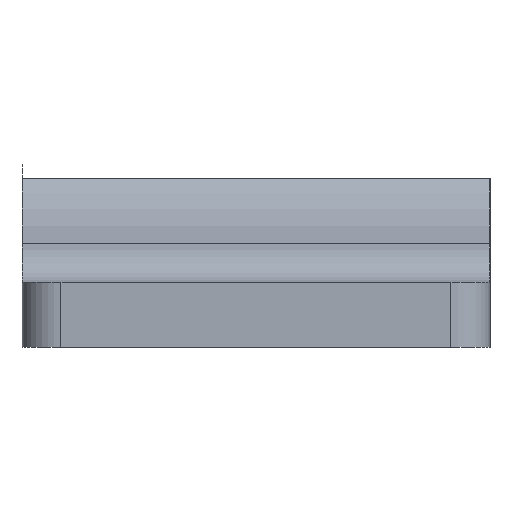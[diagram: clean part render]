
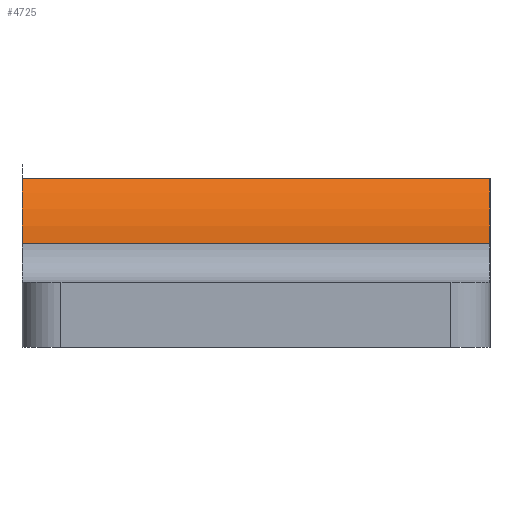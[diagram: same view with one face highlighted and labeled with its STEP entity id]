
A CAD part, left-side view. The second image highlights one B-rep face of the part: STEP entity #4725.
In plain terms, the highlighted cylindrical face has radius 8 mm (diameter 16 mm), a partial arc.
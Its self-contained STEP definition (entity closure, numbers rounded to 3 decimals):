
#159 = PLANE('',#160);
#160 = AXIS2_PLACEMENT_3D('',#161,#162,#163);
#161 = CARTESIAN_POINT('',(0.,-18.,5.765));
#162 = DIRECTION('',(-0.,-1.,0.));
#163 = DIRECTION('',(-1.,0.,0.));
#187 = CYLINDRICAL_SURFACE('',#188,3.);
#188 = AXIS2_PLACEMENT_3D('',#189,#190,#191);
#189 = CARTESIAN_POINT('',(-43.5,-18.,9.5));
#190 = DIRECTION('',(0.,1.,0.));
#191 = DIRECTION('',(1.,0.,0.));
#215 = PLANE('',#216);
#216 = AXIS2_PLACEMENT_3D('',#217,#218,#219);
#217 = CARTESIAN_POINT('',(0.,18.,5.765));
#218 = DIRECTION('',(0.,1.,0.));
#219 = DIRECTION('',(0.,0.,-1.));
#2017 = VERTEX_POINT('',#2018);
#2018 = CARTESIAN_POINT('',(-38.745,-18.,14.5));
#2032 = PLANE('',#2033);
#2033 = AXIS2_PLACEMENT_3D('',#2034,#2035,#2036);
#2034 = CARTESIAN_POINT('',(-24.5,-18.,14.5));
#2035 = DIRECTION('',(0.,0.,-1.));
#2036 = DIRECTION('',(-0.,-1.,0.));
#2044 = EDGE_CURVE('',#2017,#2045,#2047,.T.);
#2045 = VERTEX_POINT('',#2046);
#2046 = CARTESIAN_POINT('',(-40.5,-18.,9.5));
#2047 = SURFACE_CURVE('',#2048,(#2053,#2060),.PCURVE_S1.);
#2048 = CIRCLE('',#2049,8.);
#2049 = AXIS2_PLACEMENT_3D('',#2050,#2051,#2052);
#2050 = CARTESIAN_POINT('',(-32.5,-18.,9.5));
#2051 = DIRECTION('',(0.,-1.,0.));
#2052 = DIRECTION('',(-1.,-0.,0.));
#2053 = PCURVE('',#159,#2054);
#2054 = DEFINITIONAL_REPRESENTATION('',(#2055),#2059);
#2055 = CIRCLE('',#2056,8.);
#2056 = AXIS2_PLACEMENT_2D('',#2057,#2058);
#2057 = CARTESIAN_POINT('',(32.5,-3.735));
#2058 = DIRECTION('',(1.,0.));
#2059 = ( GEOMETRIC_REPRESENTATION_CONTEXT(2) 
PARAMETRIC_REPRESENTATION_CONTEXT() REPRESENTATION_CONTEXT('2D SPACE',''
  ) );
#2060 = PCURVE('',#2061,#2066);
#2061 = CYLINDRICAL_SURFACE('',#2062,8.);
#2062 = AXIS2_PLACEMENT_3D('',#2063,#2064,#2065);
#2063 = CARTESIAN_POINT('',(-32.5,-18.,9.5));
#2064 = DIRECTION('',(0.,1.,0.));
#2065 = DIRECTION('',(-1.,0.,0.));
#2066 = DEFINITIONAL_REPRESENTATION('',(#2067),#2071);
#2067 = LINE('',#2068,#2069);
#2068 = CARTESIAN_POINT('',(-0.,0.));
#2069 = VECTOR('',#2070,1.);
#2070 = DIRECTION('',(-1.,0.));
#2071 = ( GEOMETRIC_REPRESENTATION_CONTEXT(2) 
PARAMETRIC_REPRESENTATION_CONTEXT() REPRESENTATION_CONTEXT('2D SPACE',''
  ) );
#2171 = VERTEX_POINT('',#2172);
#2172 = CARTESIAN_POINT('',(-40.5,18.,9.5));
#2194 = EDGE_CURVE('',#2045,#2171,#2195,.T.);
#2195 = SURFACE_CURVE('',#2196,(#2200,#2207),.PCURVE_S1.);
#2196 = LINE('',#2197,#2198);
#2197 = CARTESIAN_POINT('',(-40.5,-18.,9.5));
#2198 = VECTOR('',#2199,1.);
#2199 = DIRECTION('',(0.,1.,0.));
#2200 = PCURVE('',#187,#2201);
#2201 = DEFINITIONAL_REPRESENTATION('',(#2202),#2206);
#2202 = LINE('',#2203,#2204);
#2203 = CARTESIAN_POINT('',(0.,0.));
#2204 = VECTOR('',#2205,1.);
#2205 = DIRECTION('',(0.,1.));
#2206 = ( GEOMETRIC_REPRESENTATION_CONTEXT(2) 
PARAMETRIC_REPRESENTATION_CONTEXT() REPRESENTATION_CONTEXT('2D SPACE',''
  ) );
#2207 = PCURVE('',#2061,#2208);
#2208 = DEFINITIONAL_REPRESENTATION('',(#2209),#2213);
#2209 = LINE('',#2210,#2211);
#2210 = CARTESIAN_POINT('',(-6.283,0.));
#2211 = VECTOR('',#2212,1.);
#2212 = DIRECTION('',(-0.,1.));
#2213 = ( GEOMETRIC_REPRESENTATION_CONTEXT(2) 
PARAMETRIC_REPRESENTATION_CONTEXT() REPRESENTATION_CONTEXT('2D SPACE',''
  ) );
#2268 = EDGE_CURVE('',#2269,#2171,#2271,.T.);
#2269 = VERTEX_POINT('',#2270);
#2270 = CARTESIAN_POINT('',(-38.745,18.,14.5));
#2271 = SURFACE_CURVE('',#2272,(#2277,#2288),.PCURVE_S1.);
#2272 = CIRCLE('',#2273,8.);
#2273 = AXIS2_PLACEMENT_3D('',#2274,#2275,#2276);
#2274 = CARTESIAN_POINT('',(-32.5,18.,9.5));
#2275 = DIRECTION('',(0.,-1.,0.));
#2276 = DIRECTION('',(-1.,-0.,0.));
#2277 = PCURVE('',#215,#2278);
#2278 = DEFINITIONAL_REPRESENTATION('',(#2279),#2287);
#2279 = ( BOUNDED_CURVE() B_SPLINE_CURVE(2,(#2280,#2281,#2282,#2283,
#2284,#2285,#2286),.UNSPECIFIED.,.T.,.F.) B_SPLINE_CURVE_WITH_KNOTS((1,2
    ,2,2,2,1),(-2.094,0.,2.094,4.189,
6.283,8.378),.UNSPECIFIED.) CURVE() 
GEOMETRIC_REPRESENTATION_ITEM() RATIONAL_B_SPLINE_CURVE((1.,0.5,1.,0.5,
1.,0.5,1.)) REPRESENTATION_ITEM('') );
#2280 = CARTESIAN_POINT('',(-3.735,40.5));
#2281 = CARTESIAN_POINT('',(10.122,40.5));
#2282 = CARTESIAN_POINT('',(3.193,28.5));
#2283 = CARTESIAN_POINT('',(-3.735,16.5));
#2284 = CARTESIAN_POINT('',(-10.663,28.5));
#2285 = CARTESIAN_POINT('',(-17.591,40.5));
#2286 = CARTESIAN_POINT('',(-3.735,40.5));
#2287 = ( GEOMETRIC_REPRESENTATION_CONTEXT(2) 
PARAMETRIC_REPRESENTATION_CONTEXT() REPRESENTATION_CONTEXT('2D SPACE',''
  ) );
#2288 = PCURVE('',#2061,#2289);
#2289 = DEFINITIONAL_REPRESENTATION('',(#2290),#2294);
#2290 = LINE('',#2291,#2292);
#2291 = CARTESIAN_POINT('',(-0.,36.));
#2292 = VECTOR('',#2293,1.);
#2293 = DIRECTION('',(-1.,0.));
#2294 = ( GEOMETRIC_REPRESENTATION_CONTEXT(2) 
PARAMETRIC_REPRESENTATION_CONTEXT() REPRESENTATION_CONTEXT('2D SPACE',''
  ) );
#4725 = ADVANCED_FACE('',(#4726),#2061,.T.);
#4726 = FACE_BOUND('',#4727,.F.);
#4727 = EDGE_LOOP('',(#4728,#4729,#4730,#4751));
#4728 = ORIENTED_EDGE('',*,*,#2194,.T.);
#4729 = ORIENTED_EDGE('',*,*,#2268,.F.);
#4730 = ORIENTED_EDGE('',*,*,#4731,.F.);
#4731 = EDGE_CURVE('',#2017,#2269,#4732,.T.);
#4732 = SURFACE_CURVE('',#4733,(#4737,#4744),.PCURVE_S1.);
#4733 = LINE('',#4734,#4735);
#4734 = CARTESIAN_POINT('',(-38.745,-18.,14.5));
#4735 = VECTOR('',#4736,1.);
#4736 = DIRECTION('',(0.,1.,0.));
#4737 = PCURVE('',#2061,#4738);
#4738 = DEFINITIONAL_REPRESENTATION('',(#4739),#4743);
#4739 = LINE('',#4740,#4741);
#4740 = CARTESIAN_POINT('',(-5.608,0.));
#4741 = VECTOR('',#4742,1.);
#4742 = DIRECTION('',(-0.,1.));
#4743 = ( GEOMETRIC_REPRESENTATION_CONTEXT(2) 
PARAMETRIC_REPRESENTATION_CONTEXT() REPRESENTATION_CONTEXT('2D SPACE',''
  ) );
#4744 = PCURVE('',#2032,#4745);
#4745 = DEFINITIONAL_REPRESENTATION('',(#4746),#4750);
#4746 = LINE('',#4747,#4748);
#4747 = CARTESIAN_POINT('',(-0.,14.245));
#4748 = VECTOR('',#4749,1.);
#4749 = DIRECTION('',(-1.,0.));
#4750 = ( GEOMETRIC_REPRESENTATION_CONTEXT(2) 
PARAMETRIC_REPRESENTATION_CONTEXT() REPRESENTATION_CONTEXT('2D SPACE',''
  ) );
#4751 = ORIENTED_EDGE('',*,*,#2044,.T.);
